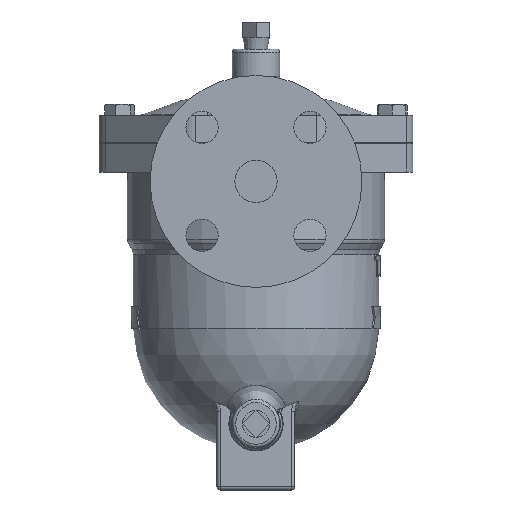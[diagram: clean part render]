
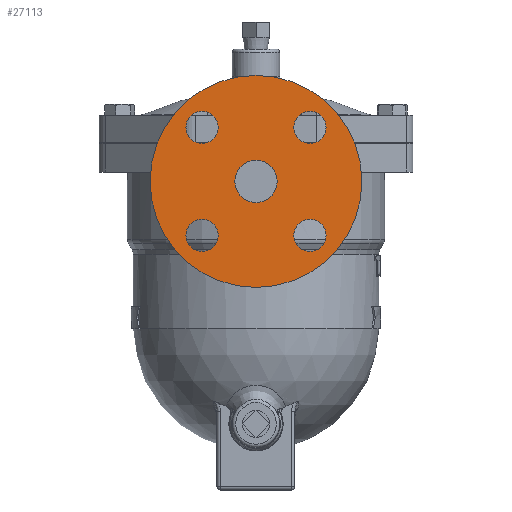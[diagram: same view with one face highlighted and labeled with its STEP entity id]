
A CAD part, left-side view. The second image highlights one B-rep face of the part: STEP entity #27113.
In plain terms, the highlighted planar face has unit normal (-1, 0, 0).
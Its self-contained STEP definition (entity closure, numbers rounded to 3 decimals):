
#25070=CARTESIAN_POINT('',(-130.0,0.,-35.0));
#25071=VERTEX_POINT('',#25070);
#25072=CARTESIAN_POINT('',(-130.0,0.0,-22.5));
#25073=DIRECTION('',(1.0,0.0,0.0));
#25074=DIRECTION('',(0.0,0.0,1.0));
#25075=AXIS2_PLACEMENT_3D('',#25072,#25073,#25074);
#25076=CIRCLE('',#25075,12.5);
#25077=EDGE_CURVE('',#25071,#25071,#25076,.T.);
#25099=CARTESIAN_POINT('',(-130.0,-22.32,9.32));
#25100=VERTEX_POINT('',#25099);
#25101=CARTESIAN_POINT('',(-130.0,-31.82,9.32));
#25102=DIRECTION('',(1.0,0.0,0.0));
#25103=DIRECTION('',(0.0,1.0,0.0));
#25104=AXIS2_PLACEMENT_3D('',#25101,#25102,#25103);
#25105=CIRCLE('',#25104,9.5);
#25106=EDGE_CURVE('',#25100,#25100,#25105,.T.);
#25119=CARTESIAN_POINT('',(-130.0,-31.82,-44.82));
#25120=VERTEX_POINT('',#25119);
#25121=CARTESIAN_POINT('',(-130.0,-31.82,-54.32));
#25122=DIRECTION('',(1.0,0.0,0.0));
#25123=DIRECTION('',(0.0,0.0,1.0));
#25124=AXIS2_PLACEMENT_3D('',#25121,#25122,#25123);
#25125=CIRCLE('',#25124,9.5);
#25126=EDGE_CURVE('',#25120,#25120,#25125,.T.);
#25139=CARTESIAN_POINT('',(-130.0,22.32,-54.32));
#25140=VERTEX_POINT('',#25139);
#25141=CARTESIAN_POINT('',(-130.0,31.82,-54.32));
#25142=DIRECTION('',(1.0,0.0,0.0));
#25143=DIRECTION('',(0.0,-1.0,0.0));
#25144=AXIS2_PLACEMENT_3D('',#25141,#25142,#25143);
#25145=CIRCLE('',#25144,9.5);
#25146=EDGE_CURVE('',#25140,#25140,#25145,.T.);
#25159=CARTESIAN_POINT('',(-130.0,31.82,-0.18));
#25160=VERTEX_POINT('',#25159);
#25161=CARTESIAN_POINT('',(-130.0,31.82,9.32));
#25162=DIRECTION('',(1.0,0.0,0.0));
#25163=DIRECTION('',(0.0,0.0,-1.0));
#25164=AXIS2_PLACEMENT_3D('',#25161,#25162,#25163);
#25165=CIRCLE('',#25164,9.5);
#25166=EDGE_CURVE('',#25160,#25160,#25165,.T.);
#25238=CARTESIAN_POINT('',(-130.0,0.,-85.0));
#25239=VERTEX_POINT('',#25238);
#25240=CARTESIAN_POINT('',(-130.0,0.0,-22.5));
#25241=DIRECTION('',(-1.0,0.0,0.0));
#25242=DIRECTION('',(0.0,0.0,1.0));
#25243=AXIS2_PLACEMENT_3D('',#25240,#25241,#25242);
#25244=CIRCLE('',#25243,62.5);
#25245=EDGE_CURVE('',#25239,#25239,#25244,.T.);
#27090=CARTESIAN_POINT('',(-130.0,0.0,-11.25));
#27091=DIRECTION('',(-1.0,0.0,0.0));
#27092=DIRECTION('',(0.0,0.0,1.0));
#27093=AXIS2_PLACEMENT_3D('',#27090,#27091,#27092);
#27094=PLANE('',#27093);
#27095=ORIENTED_EDGE('',*,*,#25245,.T.);
#27096=EDGE_LOOP('',(#27095));
#27097=FACE_OUTER_BOUND('',#27096,.T.);
#27098=ORIENTED_EDGE('',*,*,#25077,.T.);
#27099=EDGE_LOOP('',(#27098));
#27100=FACE_BOUND('',#27099,.T.);
#27101=ORIENTED_EDGE('',*,*,#25106,.T.);
#27102=EDGE_LOOP('',(#27101));
#27103=FACE_BOUND('',#27102,.T.);
#27104=ORIENTED_EDGE('',*,*,#25126,.T.);
#27105=EDGE_LOOP('',(#27104));
#27106=FACE_BOUND('',#27105,.T.);
#27107=ORIENTED_EDGE('',*,*,#25146,.T.);
#27108=EDGE_LOOP('',(#27107));
#27109=FACE_BOUND('',#27108,.T.);
#27110=ORIENTED_EDGE('',*,*,#25166,.T.);
#27111=EDGE_LOOP('',(#27110));
#27112=FACE_BOUND('',#27111,.T.);
#27113=ADVANCED_FACE('',(#27097,#27100,#27103,#27106,#27109,#27112),#27094,.T.);
